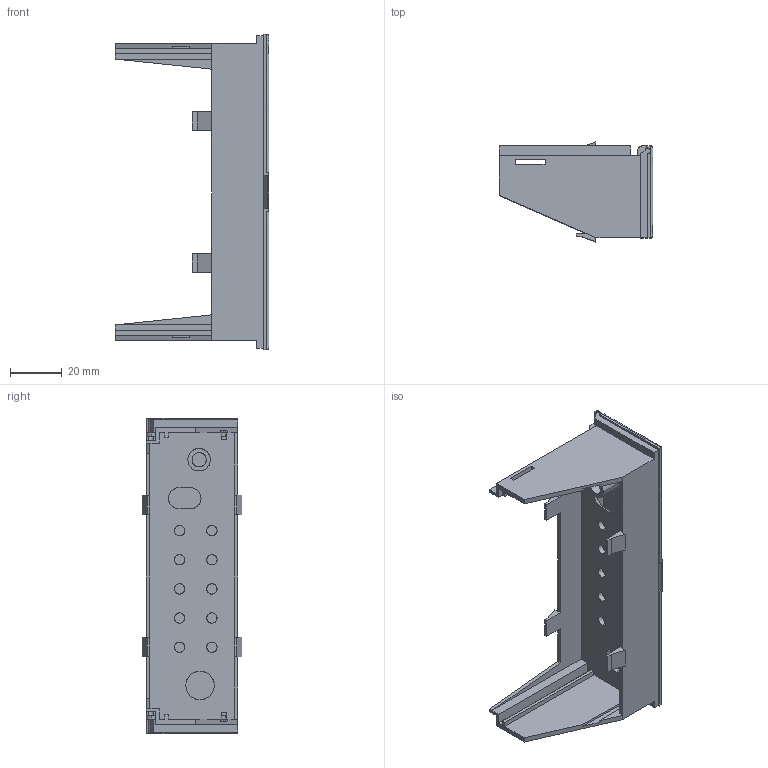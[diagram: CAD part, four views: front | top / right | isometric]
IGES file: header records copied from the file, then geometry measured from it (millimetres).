
Start section: SolidWorks IGES file using analytic representation for surfaces
Global section: file name: KM-64.IGS; native system: SolidWorks 2013; preprocessor: SolidWorks 2013; author: RAKS; date: 181106.134143; units: millimetre
Bounding box: 59.57 x 38.6 x 122 mm (x, y, z)
Surface area: 36769.1 mm2 (no closed solid volume)
Topology: 0 solids, 0 shells, 198 faces, 2382 edges, 2382 vertices
Faces by surface type: bspline 139, revolution 59
